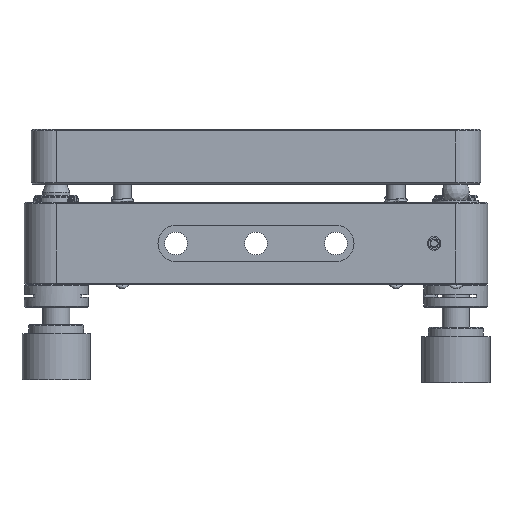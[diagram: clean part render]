
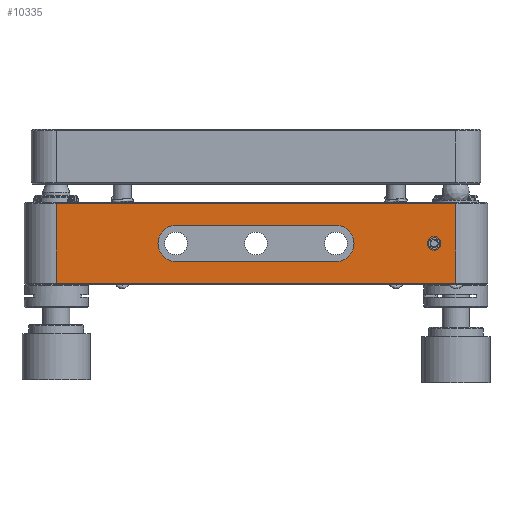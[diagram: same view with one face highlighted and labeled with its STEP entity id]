
A CAD part, front view. The second image highlights one B-rep face of the part: STEP entity #10335.
In plain terms, the highlighted planar face has unit normal (0, -1, 0).
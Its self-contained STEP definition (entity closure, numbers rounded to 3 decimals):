
#93 = DIRECTION ( 'NONE',  ( 1., 0., 0. ) ) ;
#155 = VERTEX_POINT ( 'NONE', #12178 ) ;
#283 = AXIS2_PLACEMENT_3D ( 'NONE', #14608, #2198, #18497 ) ;
#451 = VECTOR ( 'NONE', #25991, 1000. ) ;
#1263 = VECTOR ( 'NONE', #24457, 1000. ) ;
#1513 = DIRECTION ( 'NONE',  ( -1., 0., 0. ) ) ;
#1570 = CARTESIAN_POINT ( 'NONE',  ( 17.5, -50.8, 4. ) ) ;
#1925 = VECTOR ( 'NONE', #23821, 1000. ) ;
#2198 = DIRECTION ( 'NONE',  ( 0., 1., 0. ) ) ;
#2218 = CARTESIAN_POINT ( 'NONE',  ( -43.8, -50.8, 9. ) ) ;
#2823 = ORIENTED_EDGE ( 'NONE', *, *, #15945, .F. ) ;
#3502 = ORIENTED_EDGE ( 'NONE', *, *, #23510, .F. ) ;
#4161 = CARTESIAN_POINT ( 'NONE',  ( -50.8, -50.8, -8.75 ) ) ;
#4210 = CARTESIAN_POINT ( 'NONE',  ( -17.5, -50.8, 0. ) ) ;
#4323 = PLANE ( 'NONE',  #283 ) ;
#4976 = CARTESIAN_POINT ( 'NONE',  ( 43.8, -50.8, -8.75 ) ) ;
#5087 = ORIENTED_EDGE ( 'NONE', *, *, #11401, .F. ) ;
#5093 = CARTESIAN_POINT ( 'NONE',  ( -43.8, -50.8, -8.75 ) ) ;
#5122 = VERTEX_POINT ( 'NONE', #5093 ) ;
#5418 = AXIS2_PLACEMENT_3D ( 'NONE', #10150, #20430, #20559 ) ;
#5844 = VERTEX_POINT ( 'NONE', #4976 ) ;
#6418 = VERTEX_POINT ( 'NONE', #19944 ) ;
#6465 = FACE_BOUND ( 'NONE', #8435, .T. ) ;
#7209 = ORIENTED_EDGE ( 'NONE', *, *, #7461, .F. ) ;
#7461 = EDGE_CURVE ( 'NONE', #6418, #20899, #13418, .T. ) ;
#7534 = CARTESIAN_POINT ( 'NONE',  ( -50.8, -50.8, -4. ) ) ;
#7552 = ORIENTED_EDGE ( 'NONE', *, *, #12950, .T. ) ;
#8096 = VECTOR ( 'NONE', #1513, 1000. ) ;
#8200 = CARTESIAN_POINT ( 'NONE',  ( 39.05, -50.8, 0. ) ) ;
#8435 = EDGE_LOOP ( 'NONE', ( #7552 ) ) ;
#8436 = VERTEX_POINT ( 'NONE', #25142 ) ;
#9066 = ORIENTED_EDGE ( 'NONE', *, *, #23440, .F. ) ;
#9172 = ORIENTED_EDGE ( 'NONE', *, *, #19829, .F. ) ;
#9957 = VECTOR ( 'NONE', #24634, 1000. ) ;
#10004 = CARTESIAN_POINT ( 'NONE',  ( -43.8, -50.8, 8.75 ) ) ;
#10150 = CARTESIAN_POINT ( 'NONE',  ( 17.5, -50.8, 0. ) ) ;
#10216 = FACE_BOUND ( 'NONE', #17507, .T. ) ;
#10335 = ADVANCED_FACE ( 'NONE', ( #16221, #6465, #10216 ), #4323, .F. ) ;
#10364 = LINE ( 'NONE', #2218, #9957 ) ;
#10543 = CIRCLE ( 'NONE', #5418, 4. ) ;
#11401 = EDGE_CURVE ( 'NONE', #20899, #26226, #10543, .T. ) ;
#11641 = EDGE_LOOP ( 'NONE', ( #17371, #3502, #2823, #22513 ) ) ;
#11711 = LINE ( 'NONE', #13719, #451 ) ;
#11792 = CARTESIAN_POINT ( 'NONE',  ( -50.8, -50.8, 4. ) ) ;
#12178 = CARTESIAN_POINT ( 'NONE',  ( 39.05, -50.8, -1.25 ) ) ;
#12488 = DIRECTION ( 'NONE',  ( 0., -1., 0. ) ) ;
#12950 = EDGE_CURVE ( 'NONE', #155, #155, #24576, .T. ) ;
#13070 = AXIS2_PLACEMENT_3D ( 'NONE', #8200, #14343, #16343 ) ;
#13176 = VERTEX_POINT ( 'NONE', #22873 ) ;
#13418 = LINE ( 'NONE', #7534, #1925 ) ;
#13719 = CARTESIAN_POINT ( 'NONE',  ( 43.8, -50.8, 9. ) ) ;
#14058 = LINE ( 'NONE', #11792, #8096 ) ;
#14343 = DIRECTION ( 'NONE',  ( 0., 1., 0. ) ) ;
#14608 = CARTESIAN_POINT ( 'NONE',  ( -50.8, -50.8, 9. ) ) ;
#14707 = LINE ( 'NONE', #4161, #1263 ) ;
#15945 = EDGE_CURVE ( 'NONE', #5844, #5122, #14707, .T. ) ;
#16221 = FACE_OUTER_BOUND ( 'NONE', #11641, .T. ) ;
#16343 = DIRECTION ( 'NONE',  ( 0., 0., -1. ) ) ;
#16508 = LINE ( 'NONE', #24395, #23437 ) ;
#17371 = ORIENTED_EDGE ( 'NONE', *, *, #17945, .F. ) ;
#17507 = EDGE_LOOP ( 'NONE', ( #5087, #7209, #9066, #9172 ) ) ;
#17945 = EDGE_CURVE ( 'NONE', #20810, #8436, #16508, .T. ) ;
#18477 = AXIS2_PLACEMENT_3D ( 'NONE', #4210, #12488, #23029 ) ;
#18497 = DIRECTION ( 'NONE',  ( 0., 0., 1. ) ) ;
#19829 = EDGE_CURVE ( 'NONE', #26226, #13176, #14058, .T. ) ;
#19944 = CARTESIAN_POINT ( 'NONE',  ( -17.5, -50.8, -4. ) ) ;
#20408 = CARTESIAN_POINT ( 'NONE',  ( 17.5, -50.8, -4. ) ) ;
#20430 = DIRECTION ( 'NONE',  ( 0., -1., 0. ) ) ;
#20559 = DIRECTION ( 'NONE',  ( 0., 0., -1. ) ) ;
#20607 = CIRCLE ( 'NONE', #18477, 4. ) ;
#20810 = VERTEX_POINT ( 'NONE', #10004 ) ;
#20899 = VERTEX_POINT ( 'NONE', #20408 ) ;
#21577 = EDGE_CURVE ( 'NONE', #8436, #5844, #11711, .T. ) ;
#22513 = ORIENTED_EDGE ( 'NONE', *, *, #21577, .F. ) ;
#22873 = CARTESIAN_POINT ( 'NONE',  ( -17.5, -50.8, 4. ) ) ;
#23029 = DIRECTION ( 'NONE',  ( 0., 0., -1. ) ) ;
#23437 = VECTOR ( 'NONE', #93, 1000. ) ;
#23440 = EDGE_CURVE ( 'NONE', #13176, #6418, #20607, .T. ) ;
#23510 = EDGE_CURVE ( 'NONE', #5122, #20810, #10364, .T. ) ;
#23821 = DIRECTION ( 'NONE',  ( 1., 0., 0. ) ) ;
#24395 = CARTESIAN_POINT ( 'NONE',  ( 0., -50.8, 8.75 ) ) ;
#24457 = DIRECTION ( 'NONE',  ( -1., 0., 0. ) ) ;
#24576 = CIRCLE ( 'NONE', #13070, 1.25 ) ;
#24634 = DIRECTION ( 'NONE',  ( 0., 0., 1. ) ) ;
#25142 = CARTESIAN_POINT ( 'NONE',  ( 43.8, -50.8, 8.75 ) ) ;
#25991 = DIRECTION ( 'NONE',  ( 0., 0., -1. ) ) ;
#26226 = VERTEX_POINT ( 'NONE', #1570 ) ;
